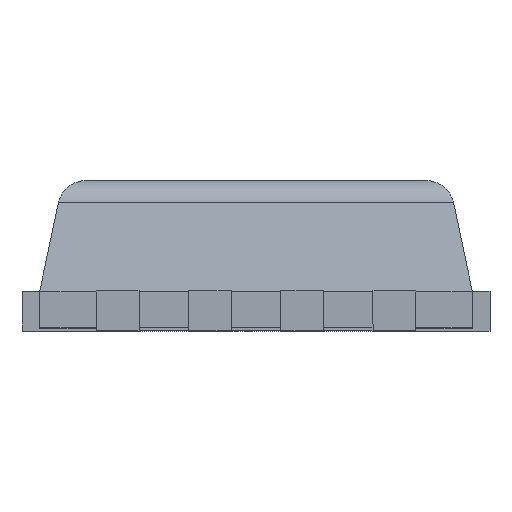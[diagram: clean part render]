
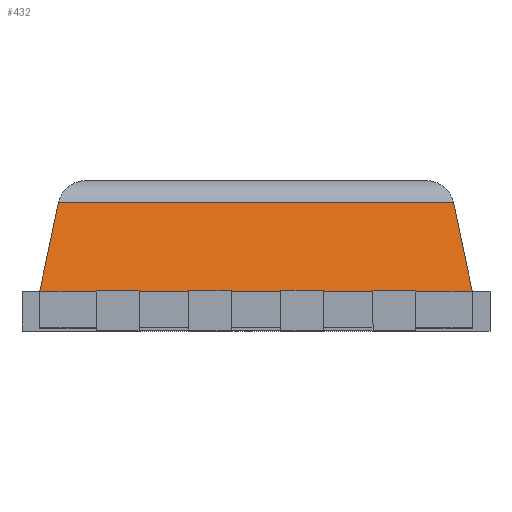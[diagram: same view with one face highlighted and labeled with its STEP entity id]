
A CAD part, top view. The second image highlights one B-rep face of the part: STEP entity #432.
In plain terms, the highlighted planar face has unit normal (0, 0.208, 0.978).
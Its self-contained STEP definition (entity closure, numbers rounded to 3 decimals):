
#45 = VERTEX_POINT ( 'NONE', #2519 ) ;
#66 = CARTESIAN_POINT ( 'NONE',  ( -1.525, 0.26, 1.525 ) ) ;
#103 = VERTEX_POINT ( 'NONE', #924 ) ;
#112 = DIRECTION ( 'NONE',  ( 1., 0., 0. ) ) ;
#181 = DIRECTION ( 'NONE',  ( -1., 0., 0. ) ) ;
#219 = LINE ( 'NONE', #876, #2568 ) ;
#224 = DIRECTION ( 'NONE',  ( -1., 0., 0. ) ) ;
#238 = DIRECTION ( 'NONE',  ( 1., 0., 0. ) ) ;
#243 = EDGE_CURVE ( 'NONE', #1828, #1778, #805, .T. ) ;
#251 = VERTEX_POINT ( 'NONE', #397 ) ;
#369 = DIRECTION ( 'NONE',  ( -1., 0., 0. ) ) ;
#378 = CARTESIAN_POINT ( 'NONE',  ( -1.525, 0.26, 1.525 ) ) ;
#397 = CARTESIAN_POINT ( 'NONE',  ( -0.475, 0.26, 1.525 ) ) ;
#432 = ADVANCED_FACE ( 'NONE', ( #1916 ), #1907, .T. ) ;
#465 = EDGE_CURVE ( 'NONE', #1073, #45, #1514, .T. ) ;
#549 = VECTOR ( 'NONE', #238, 1000. ) ;
#558 = CARTESIAN_POINT ( 'NONE',  ( -1.525, 0.26, 1.525 ) ) ;
#562 = CARTESIAN_POINT ( 'NONE',  ( 1.393, 0.882, 1.393 ) ) ;
#582 = ORIENTED_EDGE ( 'NONE', *, *, #1672, .F. ) ;
#613 = EDGE_LOOP ( 'NONE', ( #582, #2456, #2388, #2140, #959, #825, #1346, #2617, #1888, #2242, #1101, #1868 ) ) ;
#636 = EDGE_CURVE ( 'NONE', #1318, #251, #1600, .T. ) ;
#643 = CARTESIAN_POINT ( 'NONE',  ( -1.393, 0.882, 1.393 ) ) ;
#676 = DIRECTION ( 'NONE',  ( 1., 0., 0. ) ) ;
#687 = CARTESIAN_POINT ( 'NONE',  ( -0.475, 0.26, 1.525 ) ) ;
#699 = VECTOR ( 'NONE', #224, 1000. ) ;
#703 = LINE ( 'NONE', #1668, #1188 ) ;
#717 = LINE ( 'NONE', #835, #1848 ) ;
#781 = VECTOR ( 'NONE', #1693, 1000. ) ;
#805 = LINE ( 'NONE', #2108, #2707 ) ;
#825 = ORIENTED_EDGE ( 'NONE', *, *, #636, .T. ) ;
#835 = CARTESIAN_POINT ( 'NONE',  ( -1.125, 0.26, 1.525 ) ) ;
#874 = VERTEX_POINT ( 'NONE', #562 ) ;
#876 = CARTESIAN_POINT ( 'NONE',  ( -1.525, 0.26, 1.525 ) ) ;
#924 = CARTESIAN_POINT ( 'NONE',  ( -0.175, 0.26, 1.525 ) ) ;
#959 = ORIENTED_EDGE ( 'NONE', *, *, #1207, .F. ) ;
#1044 = VECTOR ( 'NONE', #112, 1000. ) ;
#1073 = VERTEX_POINT ( 'NONE', #2947 ) ;
#1093 = EDGE_CURVE ( 'NONE', #1828, #1515, #219, .T. ) ;
#1101 = ORIENTED_EDGE ( 'NONE', *, *, #243, .F. ) ;
#1110 = CARTESIAN_POINT ( 'NONE',  ( 0.175, 0.26, 1.525 ) ) ;
#1151 = LINE ( 'NONE', #378, #2298 ) ;
#1188 = VECTOR ( 'NONE', #2591, 1000. ) ;
#1195 = DIRECTION ( 'NONE',  ( 0., -0.978, 0.208 ) ) ;
#1207 = EDGE_CURVE ( 'NONE', #1318, #45, #717, .T. ) ;
#1317 = CARTESIAN_POINT ( 'NONE',  ( -0.825, 0.26, 1.525 ) ) ;
#1318 = VERTEX_POINT ( 'NONE', #1317 ) ;
#1339 = CARTESIAN_POINT ( 'NONE',  ( 1.125, 0.26, 1.525 ) ) ;
#1340 = VERTEX_POINT ( 'NONE', #2945 ) ;
#1346 = ORIENTED_EDGE ( 'NONE', *, *, #2657, .F. ) ;
#1351 = EDGE_CURVE ( 'NONE', #1340, #1435, #1593, .T. ) ;
#1370 = VECTOR ( 'NONE', #1712, 1000. ) ;
#1408 = DIRECTION ( 'NONE',  ( 0., 0.208, 0.978 ) ) ;
#1435 = VERTEX_POINT ( 'NONE', #1838 ) ;
#1442 = CARTESIAN_POINT ( 'NONE',  ( 1.525, 0.26, 1.525 ) ) ;
#1514 = LINE ( 'NONE', #2176, #1370 ) ;
#1515 = VERTEX_POINT ( 'NONE', #1442 ) ;
#1593 = LINE ( 'NONE', #1110, #2790 ) ;
#1600 = LINE ( 'NONE', #2050, #549 ) ;
#1614 = LINE ( 'NONE', #66, #1044 ) ;
#1637 = DIRECTION ( 'NONE',  ( -1., 0., 0. ) ) ;
#1668 = CARTESIAN_POINT ( 'NONE',  ( -1.525, 0.26, 1.525 ) ) ;
#1672 = EDGE_CURVE ( 'NONE', #874, #1515, #2235, .T. ) ;
#1693 = DIRECTION ( 'NONE',  ( 0.204, -0.958, 0.204 ) ) ;
#1712 = DIRECTION ( 'NONE',  ( 1., 0., 0. ) ) ;
#1778 = VERTEX_POINT ( 'NONE', #1986 ) ;
#1828 = VERTEX_POINT ( 'NONE', #1339 ) ;
#1835 = LINE ( 'NONE', #2123, #2222 ) ;
#1838 = CARTESIAN_POINT ( 'NONE',  ( 0.175, 0.26, 1.525 ) ) ;
#1848 = VECTOR ( 'NONE', #181, 1000. ) ;
#1868 = ORIENTED_EDGE ( 'NONE', *, *, #1093, .T. ) ;
#1888 = ORIENTED_EDGE ( 'NONE', *, *, #1351, .F. ) ;
#1904 = LINE ( 'NONE', #687, #699 ) ;
#1907 = PLANE ( 'NONE',  #2295 ) ;
#1916 = FACE_OUTER_BOUND ( 'NONE', #613, .T. ) ;
#1986 = CARTESIAN_POINT ( 'NONE',  ( 0.825, 0.26, 1.525 ) ) ;
#2050 = CARTESIAN_POINT ( 'NONE',  ( -1.525, 0.26, 1.525 ) ) ;
#2108 = CARTESIAN_POINT ( 'NONE',  ( 0.825, 0.26, 1.525 ) ) ;
#2123 = CARTESIAN_POINT ( 'NONE',  ( -1.359, 0.882, 1.393 ) ) ;
#2140 = ORIENTED_EDGE ( 'NONE', *, *, #465, .T. ) ;
#2176 = CARTESIAN_POINT ( 'NONE',  ( -1.525, 0.26, 1.525 ) ) ;
#2220 = EDGE_CURVE ( 'NONE', #1340, #1778, #703, .T. ) ;
#2222 = VECTOR ( 'NONE', #1637, 1000. ) ;
#2235 = LINE ( 'NONE', #2639, #781 ) ;
#2242 = ORIENTED_EDGE ( 'NONE', *, *, #2220, .T. ) ;
#2295 = AXIS2_PLACEMENT_3D ( 'NONE', #558, #1408, #1195 ) ;
#2298 = VECTOR ( 'NONE', #2862, 1000. ) ;
#2386 = VERTEX_POINT ( 'NONE', #643 ) ;
#2388 = ORIENTED_EDGE ( 'NONE', *, *, #2576, .T. ) ;
#2456 = ORIENTED_EDGE ( 'NONE', *, *, #2842, .T. ) ;
#2519 = CARTESIAN_POINT ( 'NONE',  ( -1.125, 0.26, 1.525 ) ) ;
#2568 = VECTOR ( 'NONE', #676, 1000. ) ;
#2576 = EDGE_CURVE ( 'NONE', #2386, #1073, #1151, .T. ) ;
#2591 = DIRECTION ( 'NONE',  ( 1., 0., 0. ) ) ;
#2617 = ORIENTED_EDGE ( 'NONE', *, *, #2892, .T. ) ;
#2639 = CARTESIAN_POINT ( 'NONE',  ( 1.525, 0.26, 1.525 ) ) ;
#2657 = EDGE_CURVE ( 'NONE', #103, #251, #1904, .T. ) ;
#2707 = VECTOR ( 'NONE', #369, 1000. ) ;
#2727 = DIRECTION ( 'NONE',  ( -1., 0., 0. ) ) ;
#2790 = VECTOR ( 'NONE', #2727, 1000. ) ;
#2842 = EDGE_CURVE ( 'NONE', #874, #2386, #1835, .T. ) ;
#2862 = DIRECTION ( 'NONE',  ( -0.204, -0.958, 0.204 ) ) ;
#2892 = EDGE_CURVE ( 'NONE', #103, #1435, #1614, .T. ) ;
#2945 = CARTESIAN_POINT ( 'NONE',  ( 0.475, 0.26, 1.525 ) ) ;
#2947 = CARTESIAN_POINT ( 'NONE',  ( -1.525, 0.26, 1.525 ) ) ;
